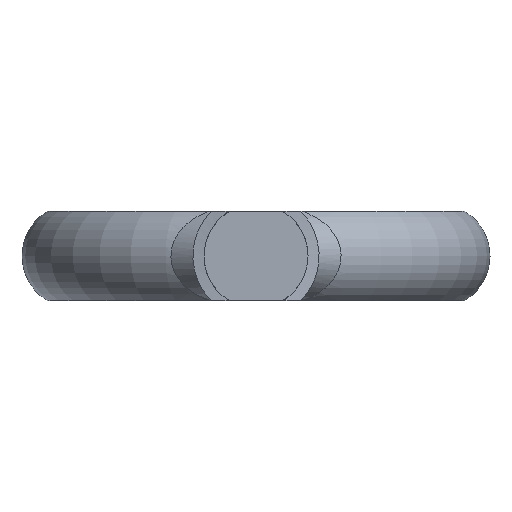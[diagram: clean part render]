
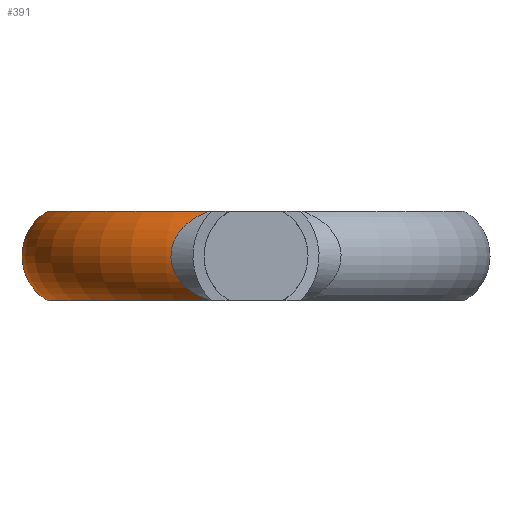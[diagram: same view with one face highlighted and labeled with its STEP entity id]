
A CAD part, front view. The second image highlights one B-rep face of the part: STEP entity #391.
In plain terms, the highlighted toroidal (fillet/blend) face has major radius 24.5 mm and minor radius 7 mm.
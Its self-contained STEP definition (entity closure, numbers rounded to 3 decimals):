
#5 = VERTEX_POINT ( 'NONE', #1349 ) ;
#15 = CIRCLE ( 'NONE', #1229, 7. ) ;
#20 = AXIS2_PLACEMENT_3D ( 'NONE', #1702, #50, #656 ) ;
#50 = DIRECTION ( 'NONE',  ( 0., 0., 1. ) ) ;
#68 = CARTESIAN_POINT ( 'NONE',  ( -8.502, 28.285, -4.94 ) ) ;
#82 = CARTESIAN_POINT ( 'NONE',  ( -11.146, 27.272, -1.77 ) ) ;
#94 = CARTESIAN_POINT ( 'NONE',  ( -9.325, 27.965, 4.315 ) ) ;
#106 = CARTESIAN_POINT ( 'NONE',  ( -11.414, 27.171, 0.725 ) ) ;
#135 = VERTEX_POINT ( 'NONE', #1890 ) ;
#140 = DIRECTION ( 'NONE',  ( 0., -1., 0. ) ) ;
#165 = EDGE_CURVE ( 'NONE', #135, #5, #373, .T. ) ;
#216 = VERTEX_POINT ( 'NONE', #1573 ) ;
#217 = CARTESIAN_POINT ( 'NONE',  ( -11.454, 27.157, 0.37 ) ) ;
#230 = CARTESIAN_POINT ( 'NONE',  ( -10.282, 27.598, -3.312 ) ) ;
#257 = CARTESIAN_POINT ( 'NONE',  ( -9.581, 27.866, 4.084 ) ) ;
#291 = CARTESIAN_POINT ( 'NONE',  ( -24.5, 56.5, 0. ) ) ;
#304 = VERTEX_POINT ( 'NONE', #1600 ) ;
#364 = CARTESIAN_POINT ( 'NONE',  ( -10.286, 27.597, 3.306 ) ) ;
#373 = CIRCLE ( 'NONE', #1625, 28.106 ) ;
#391 = ADVANCED_FACE ( 'NONE', ( #1755 ), #1683, .T. ) ;
#398 = DIRECTION ( 'NONE',  ( 0., 0., -1. ) ) ;
#515 = CARTESIAN_POINT ( 'NONE',  ( -9.577, 27.868, -4.088 ) ) ;
#529 = CARTESIAN_POINT ( 'NONE',  ( -11.455, 27.156, -0.35 ) ) ;
#565 = CARTESIAN_POINT ( 'NONE',  ( -7.626, 28.631, -5.478 ) ) ;
#656 = DIRECTION ( 'NONE',  ( 1., 0., 0. ) ) ;
#663 = CARTESIAN_POINT ( 'NONE',  ( -10.056, 27.684, -3.586 ) ) ;
#680 = CIRCLE ( 'NONE', #20, 28.106 ) ;
#708 = CARTESIAN_POINT ( 'NONE',  ( -6.391, 29.131, 6. ) ) ;
#719 = CARTESIAN_POINT ( 'NONE',  ( -10.06, 27.683, 3.581 ) ) ;
#822 = CARTESIAN_POINT ( 'NONE',  ( -6.391, 29.131, -6. ) ) ;
#835 = CARTESIAN_POINT ( 'NONE',  ( -8.784, 28.175, -4.744 ) ) ;
#860 = CARTESIAN_POINT ( 'NONE',  ( -7.02, 28.873, 5.763 ) ) ;
#978 = ORIENTED_EDGE ( 'NONE', *, *, #165, .T. ) ;
#984 = CARTESIAN_POINT ( 'NONE',  ( -7.017, 28.874, -5.764 ) ) ;
#1012 = CARTESIAN_POINT ( 'NONE',  ( -11.416, 27.171, -0.715 ) ) ;
#1024 = CARTESIAN_POINT ( 'NONE',  ( -10.681, 27.447, -2.73 ) ) ;
#1057 = AXIS2_PLACEMENT_3D ( 'NONE', #1125, #398, #1442 ) ;
#1075 = EDGE_CURVE ( 'NONE', #216, #304, #680, .T. ) ;
#1103 = EDGE_LOOP ( 'NONE', ( #978, #1192, #1514, #1421 ) ) ;
#1122 = CARTESIAN_POINT ( 'NONE',  ( -8.503, 28.285, 4.939 ) ) ;
#1125 = CARTESIAN_POINT ( 'NONE',  ( 0., 56.5, 0. ) ) ;
#1133 = CARTESIAN_POINT ( 'NONE',  ( -10.683, 27.446, 2.727 ) ) ;
#1161 = CARTESIAN_POINT ( 'NONE',  ( -8.787, 28.174, 4.742 ) ) ;
#1192 = ORIENTED_EDGE ( 'NONE', *, *, #1870, .T. ) ;
#1229 = AXIS2_PLACEMENT_3D ( 'NONE', #291, #140, #1475 ) ;
#1267 = DIRECTION ( 'NONE',  ( -1., 0., 0. ) ) ;
#1300 = CARTESIAN_POINT ( 'NONE',  ( -7.63, 28.629, 5.476 ) ) ;
#1349 = CARTESIAN_POINT ( 'NONE',  ( -28.106, 56.5, 6. ) ) ;
#1421 = ORIENTED_EDGE ( 'NONE', *, *, #1565, .T. ) ;
#1442 = DIRECTION ( 'NONE',  ( -1., 0., 0. ) ) ;
#1466 = CARTESIAN_POINT ( 'NONE',  ( -11.261, 27.229, 1.427 ) ) ;
#1475 = DIRECTION ( 'NONE',  ( 0., 0., -1. ) ) ;
#1478 = CARTESIAN_POINT ( 'NONE',  ( -10.856, 27.381, 2.422 ) ) ;
#1514 = ORIENTED_EDGE ( 'NONE', *, *, #1075, .T. ) ;
#1565 = EDGE_CURVE ( 'NONE', #304, #135, #1695, .T. ) ;
#1573 = CARTESIAN_POINT ( 'NONE',  ( -28.106, 56.5, -6. ) ) ;
#1597 = CARTESIAN_POINT ( 'NONE',  ( -9.321, 27.966, -4.318 ) ) ;
#1600 = CARTESIAN_POINT ( 'NONE',  ( -6.391, 29.131, -6. ) ) ;
#1624 = CARTESIAN_POINT ( 'NONE',  ( -11.145, 27.272, 1.774 ) ) ;
#1625 = AXIS2_PLACEMENT_3D ( 'NONE', #1629, #1868, #1267 ) ;
#1629 = CARTESIAN_POINT ( 'NONE',  ( 0., 56.5, 6. ) ) ;
#1683 = TOROIDAL_SURFACE ( 'NONE', #1057, 24.5, 7. ) ;
#1695 = B_SPLINE_CURVE_WITH_KNOTS ( 'NONE', 3,
 ( #822, #984, #565, #68, #835, #1597, #515, #663, #230, #1024, #1889, #82, #1727, #1012, #529, #217, #106, #1466, #1624, #1478, #1133, #364, #719, #257, #94, #1161, #1122, #1300, #860, #708 ),
 .UNSPECIFIED., .F., .F.,
 ( 4, 2, 2, 2, 2, 2, 2, 2, 2, 2, 2, 2, 2, 2, 4 ),
 ( 0.007, 0.009, 0.01, 0.011, 0.012, 0.013, 0.015, 0.016, 0.017, 0.018, 0.019, 0.02, 0.021, 0.022, 0.024 ),
 .UNSPECIFIED. ) ;
#1702 = CARTESIAN_POINT ( 'NONE',  ( 0., 56.5, -6. ) ) ;
#1727 = CARTESIAN_POINT ( 'NONE',  ( -11.262, 27.229, -1.424 ) ) ;
#1755 = FACE_OUTER_BOUND ( 'NONE', #1103, .T. ) ;
#1868 = DIRECTION ( 'NONE',  ( 0., 0., -1. ) ) ;
#1870 = EDGE_CURVE ( 'NONE', #5, #216, #15, .T. ) ;
#1889 = CARTESIAN_POINT ( 'NONE',  ( -10.856, 27.381, -2.423 ) ) ;
#1890 = CARTESIAN_POINT ( 'NONE',  ( -6.391, 29.131, 6. ) ) ;
